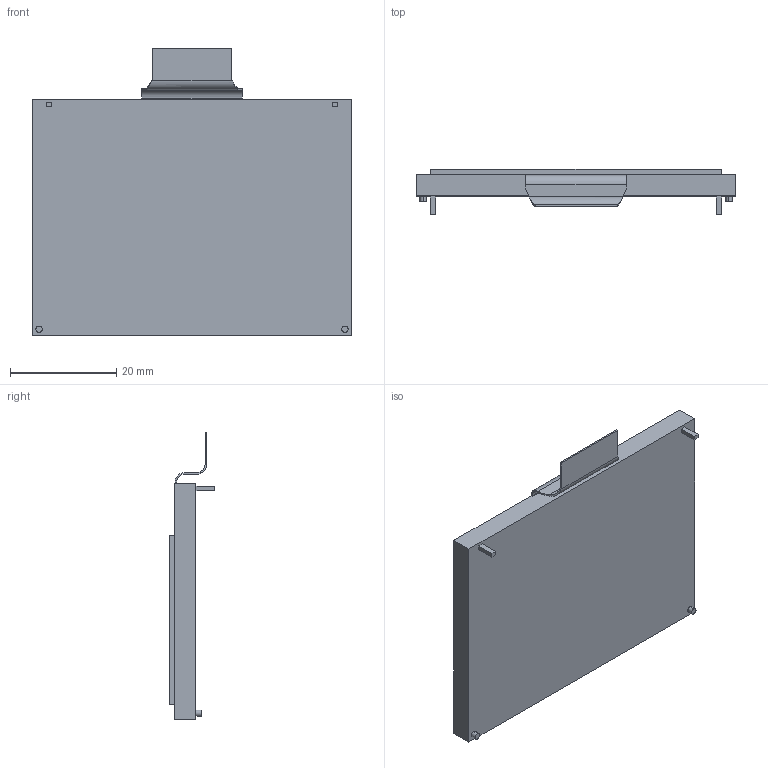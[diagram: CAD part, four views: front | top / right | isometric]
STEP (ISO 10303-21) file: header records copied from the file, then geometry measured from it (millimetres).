
FILE_DESCRIPTION (( 'STEP AP214' ), '1' );
FILE_NAME ('WO12864A1-TFH#.STEP', '2023-06-27T11:25:35', ( '' ), ( '' ), 'SwSTEP 2.0', 'SolidWorks 2019', '' );
FILE_SCHEMA (( 'AUTOMOTIVE_DESIGN' ));
Length unit declared in the file: millimetre
Products named in the file (1): WO12864A1-TFH#
Bounding box: 60.1 x 8.5 x 54.07 mm (x, y, z)
Volume: 12521.9 mm3; surface area: 6870.8 mm2
Topology: 2 solids, 2 shells, 53 faces, 116 edges, 72 vertices
Faces by surface type: plane 43, cylinder 8, bspline 2
Entity records: 1572 total; most frequent: CARTESIAN_POINT 324, ORIENTED_EDGE 232, DIRECTION 224, EDGE_CURVE 116, VECTOR 96, LINE 96, VERTEX_POINT 72, AXIS2_PLACEMENT_3D 64
